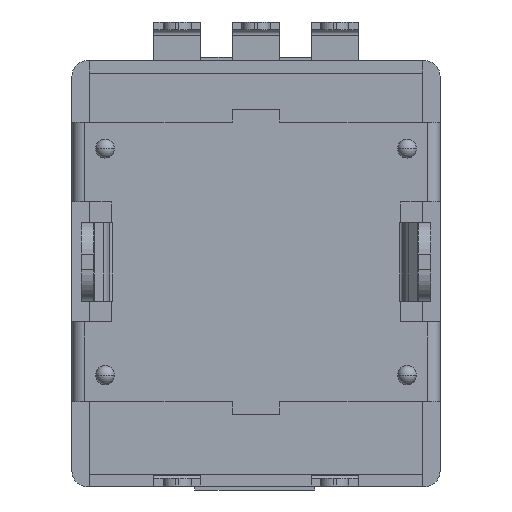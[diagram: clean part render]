
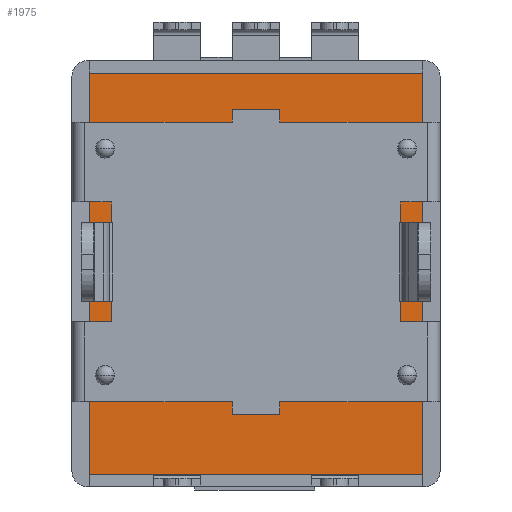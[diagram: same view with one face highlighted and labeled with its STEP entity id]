
A CAD part, front view. The second image highlights one B-rep face of the part: STEP entity #1975.
In plain terms, the highlighted face is planar.
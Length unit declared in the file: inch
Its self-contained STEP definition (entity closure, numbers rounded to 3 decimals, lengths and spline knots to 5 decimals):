
#71 = LINE ( 'NONE', #6656, #180 ) ;
#180 = VECTOR ( 'NONE', #8009, 39.37008 ) ;
#209 = VECTOR ( 'NONE', #3203, 39.37008 ) ;
#1238 = LINE ( 'NONE', #4557, #8073 ) ;
#1348 = EDGE_CURVE ( 'NONE', #6244, #8042, #1238, .T. ) ;
#1384 = EDGE_LOOP ( 'NONE', ( #3932, #3818, #2681, #3122 ) ) ;
#1450 = LINE ( 'NONE', #3777, #5668 ) ;
#1710 = FACE_OUTER_BOUND ( 'NONE', #1384, .T. ) ;
#1975 = ADVANCED_FACE ( 'NONE', ( #1710 ), #7138, .T. ) ;
#2681 = ORIENTED_EDGE ( 'NONE', *, *, #5053, .T. ) ;
#3066 = EDGE_CURVE ( 'NONE', #8042, #3505, #4943, .T. ) ;
#3122 = ORIENTED_EDGE ( 'NONE', *, *, #4856, .F. ) ;
#3203 = DIRECTION ( 'NONE',  ( 1., 0., 0. ) ) ;
#3505 = VERTEX_POINT ( 'NONE', #7173 ) ;
#3777 = CARTESIAN_POINT ( 'NONE',  ( -0.20866, 0.15945, -0.26575 ) ) ;
#3818 = ORIENTED_EDGE ( 'NONE', *, *, #3066, .T. ) ;
#3932 = ORIENTED_EDGE ( 'NONE', *, *, #1348, .T. ) ;
#4063 = VERTEX_POINT ( 'NONE', #6716 ) ;
#4557 = CARTESIAN_POINT ( 'NONE',  ( -0.20866, 0.15945, -0.26575 ) ) ;
#4856 = EDGE_CURVE ( 'NONE', #6244, #4063, #1450, .T. ) ;
#4943 = LINE ( 'NONE', #6571, #209 ) ;
#5053 = EDGE_CURVE ( 'NONE', #3505, #4063, #71, .T. ) ;
#5177 = DIRECTION ( 'NONE',  ( 0., 0., 1. ) ) ;
#5219 = AXIS2_PLACEMENT_3D ( 'NONE', #8409, #5679, #7690 ) ;
#5429 = CARTESIAN_POINT ( 'NONE',  ( -0.20866, 0.15945, 0.23622 ) ) ;
#5668 = VECTOR ( 'NONE', #7192, 39.37008 ) ;
#5679 = DIRECTION ( 'NONE',  ( 0., 1., 0. ) ) ;
#6244 = VERTEX_POINT ( 'NONE', #7675 ) ;
#6571 = CARTESIAN_POINT ( 'NONE',  ( -0.20866, 0.15945, 0.23622 ) ) ;
#6656 = CARTESIAN_POINT ( 'NONE',  ( 0.20866, 0.15945, 0.23622 ) ) ;
#6716 = CARTESIAN_POINT ( 'NONE',  ( 0.20866, 0.15945, -0.26575 ) ) ;
#7138 = PLANE ( 'NONE',  #5219 ) ;
#7173 = CARTESIAN_POINT ( 'NONE',  ( 0.20866, 0.15945, 0.23622 ) ) ;
#7192 = DIRECTION ( 'NONE',  ( 1., 0., 0. ) ) ;
#7675 = CARTESIAN_POINT ( 'NONE',  ( -0.20866, 0.15945, -0.26575 ) ) ;
#7690 = DIRECTION ( 'NONE',  ( 1., 0., 0. ) ) ;
#8009 = DIRECTION ( 'NONE',  ( 0., 0., -1. ) ) ;
#8042 = VERTEX_POINT ( 'NONE', #5429 ) ;
#8073 = VECTOR ( 'NONE', #5177, 39.37008 ) ;
#8409 = CARTESIAN_POINT ( 'NONE',  ( 0., 0.15945, 0. ) ) ;
